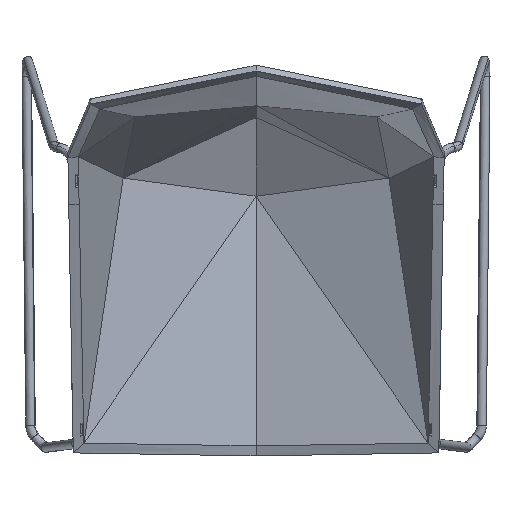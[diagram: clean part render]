
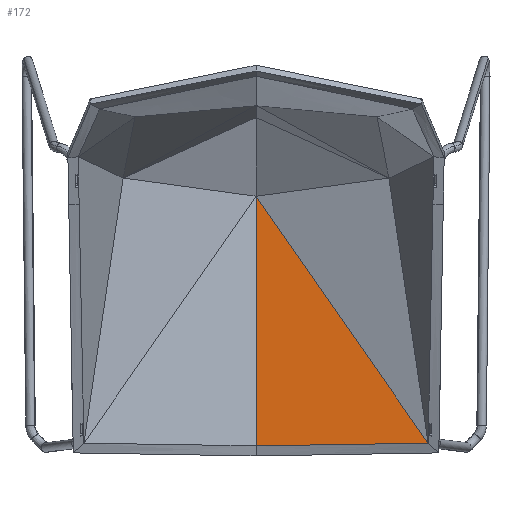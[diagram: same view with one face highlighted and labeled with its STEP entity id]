
A CAD part, top view. The second image highlights one B-rep face of the part: STEP entity #172.
In plain terms, the highlighted free-form (B-spline) face has degree [3, 3] with [4, 4] control points.
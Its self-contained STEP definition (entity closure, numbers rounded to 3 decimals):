
#172=ADVANCED_FACE('',(#438),#7844,.T.);
#438=FACE_OUTER_BOUND('',#704,.T.);
#704=EDGE_LOOP('',(#1293,#1294,#1295));
#1293=ORIENTED_EDGE('',*,*,#6964,.T.);
#1294=ORIENTED_EDGE('',*,*,#6965,.T.);
#1295=ORIENTED_EDGE('',*,*,#6966,.T.);
#2487=PCURVE('',#7844,#3681);
#2488=PCURVE('',#7844,#3682);
#2489=PCURVE('',#7844,#3683);
#2669=PCURVE('',#7884,#3863);
#2767=PCURVE('',#7906,#3961);
#2796=PCURVE('',#7912,#3990);
#3681=DEFINITIONAL_REPRESENTATION('',(#4947),#34151);
#3682=DEFINITIONAL_REPRESENTATION('',(#4949),#34151);
#3683=DEFINITIONAL_REPRESENTATION('',(#4951),#34151);
#3863=DEFINITIONAL_REPRESENTATION('',(#5262),#34151);
#3961=DEFINITIONAL_REPRESENTATION('',(#5407),#34151);
#3990=DEFINITIONAL_REPRESENTATION('',(#5447),#34151);
#4946=B_SPLINE_CURVE_WITH_KNOTS('',3,(#21979,#21980,#21981,#21982),
 .UNSPECIFIED.,.F.,.F.,(4,4),(-233.181,0.),.UNSPECIFIED.);
#4947=B_SPLINE_CURVE_WITH_KNOTS('',3,(#21983,#21984,#21985,#21986),
 .UNSPECIFIED.,.F.,.F.,(4,4),(-233.181,0.),.UNSPECIFIED.);
#4948=B_SPLINE_CURVE_WITH_KNOTS('',3,(#21987,#21988,#21989,#21990),
 .UNSPECIFIED.,.F.,.F.,(4,4),(-1.,0.),.UNSPECIFIED.);
#4949=B_SPLINE_CURVE_WITH_KNOTS('',3,(#21991,#21992,#21993,#21994),
 .UNSPECIFIED.,.F.,.F.,(4,4),(-1.,0.),.UNSPECIFIED.);
#4950=B_SPLINE_CURVE_WITH_KNOTS('',3,(#21995,#21996,#21997,#21998),
 .UNSPECIFIED.,.F.,.F.,(4,4),(0.,1.),.UNSPECIFIED.);
#4951=B_SPLINE_CURVE_WITH_KNOTS('',3,(#21999,#22000,#22001,#22002),
 .UNSPECIFIED.,.F.,.F.,(4,4),(0.,1.),.UNSPECIFIED.);
#5262=B_SPLINE_CURVE_WITH_KNOTS('',3,(#23084,#23085,#23086,#23087),
 .UNSPECIFIED.,.F.,.F.,(4,4),(0.,1.),.UNSPECIFIED.);
#5407=B_SPLINE_CURVE_WITH_KNOTS('',3,(#24346,#24347,#24348,#24349),
 .UNSPECIFIED.,.F.,.F.,(4,4),(-1.,0.),.UNSPECIFIED.);
#5447=B_SPLINE_CURVE_WITH_KNOTS('',1,(#24480,#24481),.UNSPECIFIED.,.F.,
 .F.,(2,2),(-233.181,0.),.UNSPECIFIED.);
#6349=SURFACE_CURVE('',#4946,(#2487,#2796),.PCURVE_S1.);
#6350=SURFACE_CURVE('',#4948,(#2488,#2767),.PCURVE_S1.);
#6351=SURFACE_CURVE('',#4950,(#2489,#2669),.PCURVE_S1.);
#6964=EDGE_CURVE('',#7627,#7628,#6349,.T.);
#6965=EDGE_CURVE('',#7628,#7629,#6350,.T.);
#6966=EDGE_CURVE('',#7629,#7627,#6351,.T.);
#7627=VERTEX_POINT('',#21827);
#7628=VERTEX_POINT('',#21828);
#7629=VERTEX_POINT('',#21829);
#7844=B_SPLINE_SURFACE_WITH_KNOTS('',3,3,((#17327,#17328,#17329,#17330),
(#17331,#17332,#17333,#17334),(#17335,#17336,#17337,#17338),(#17339,#17340,
#17341,#17342)),.UNSPECIFIED.,.F.,.F.,.F.,(4,4),(4,4),(0.,357.662),
(0.,321.432),.UNSPECIFIED.);
#7884=B_SPLINE_SURFACE_WITH_KNOTS('',3,3,((#19731,#19732,#19733,#19734),
(#19735,#19736,#19737,#19738),(#19739,#19740,#19741,#19742),(#19743,#19744,
#19745,#19746)),.UNSPECIFIED.,.F.,.F.,.F.,(4,4),(4,4),(0.,321.432),
(0.,357.662),.UNSPECIFIED.);
#7906=B_SPLINE_SURFACE_WITH_KNOTS('',1,1,((#21155,#21156),(#21157,#21158)),
 .UNSPECIFIED.,.F.,.F.,.F.,(2,2),(2,2),(-211.523,211.523),
(-101.124,101.124),.UNSPECIFIED.);
#7912=B_SPLINE_SURFACE_WITH_KNOTS('',3,3,((#21295,#21296,#21297,#21298),
(#21299,#21300,#21301,#21302),(#21303,#21304,#21305,#21306),(#21307,#21308,
#21309,#21310),(#21311,#21312,#21313,#21314),(#21315,#21316,#21317,#21318),
(#21319,#21320,#21321,#21322)),.UNSPECIFIED.,.F.,.F.,.F.,(4,1,1,1,4),(4,
4),(0.,4.562,9.125,13.687,18.25),
(0.,233.181),.UNSPECIFIED.);
#17327=CARTESIAN_POINT('',(-655.425,120.035,406.545));
#17328=CARTESIAN_POINT('',(-614.757,219.052,401.881));
#17329=CARTESIAN_POINT('',(-574.089,318.068,397.211));
#17330=CARTESIAN_POINT('',(-533.421,417.083,392.542));
#17331=CARTESIAN_POINT('',(-546.911,76.571,429.977));
#17332=CARTESIAN_POINT('',(-506.243,175.587,425.314));
#17333=CARTESIAN_POINT('',(-465.574,274.603,420.642));
#17334=CARTESIAN_POINT('',(-424.906,373.619,415.973));
#17335=CARTESIAN_POINT('',(-438.396,33.106,453.406));
#17336=CARTESIAN_POINT('',(-397.728,132.122,448.74));
#17337=CARTESIAN_POINT('',(-357.06,231.138,444.07));
#17338=CARTESIAN_POINT('',(-316.391,330.154,439.402));
#17339=CARTESIAN_POINT('',(-329.881,-10.359,476.837));
#17340=CARTESIAN_POINT('',(-289.213,88.657,472.171));
#17341=CARTESIAN_POINT('',(-248.545,187.673,467.502));
#17342=CARTESIAN_POINT('',(-207.877,286.689,462.835));
#19731=CARTESIAN_POINT('',(-392.913,120.035,406.545));
#19732=CARTESIAN_POINT('',(-501.427,76.571,429.977));
#19733=CARTESIAN_POINT('',(-609.942,33.106,453.406));
#19734=CARTESIAN_POINT('',(-718.456,-10.359,476.837));
#19735=CARTESIAN_POINT('',(-433.58,219.052,401.881));
#19736=CARTESIAN_POINT('',(-542.094,175.587,425.314));
#19737=CARTESIAN_POINT('',(-650.61,132.122,448.74));
#19738=CARTESIAN_POINT('',(-759.124,88.657,472.171));
#19739=CARTESIAN_POINT('',(-474.249,318.068,397.211));
#19740=CARTESIAN_POINT('',(-582.763,274.603,420.642));
#19741=CARTESIAN_POINT('',(-691.278,231.138,444.07));
#19742=CARTESIAN_POINT('',(-799.792,187.673,467.502));
#19743=CARTESIAN_POINT('',(-514.917,417.083,392.542));
#19744=CARTESIAN_POINT('',(-623.431,373.619,415.973));
#19745=CARTESIAN_POINT('',(-731.946,330.154,439.402));
#19746=CARTESIAN_POINT('',(-840.461,286.689,462.835));
#21155=CARTESIAN_POINT('',(-567.683,382.248,380.544));
#21156=CARTESIAN_POINT('',(-425.982,516.542,433.368));
#21157=CARTESIAN_POINT('',(-301.697,65.982,471.072));
#21158=CARTESIAN_POINT('',(-159.995,200.276,523.895));
#21295=CARTESIAN_POINT('',(-293.995,74.224,467.124));
#21296=CARTESIAN_POINT('',(-370.719,72.971,454.746));
#21297=CARTESIAN_POINT('',(-447.444,71.718,442.367));
#21298=CARTESIAN_POINT('',(-524.169,70.465,429.989));
#21299=CARTESIAN_POINT('',(-295.108,75.242,467.314));
#21300=CARTESIAN_POINT('',(-371.461,74.002,454.961));
#21301=CARTESIAN_POINT('',(-447.815,72.762,442.608));
#21302=CARTESIAN_POINT('',(-524.169,71.523,430.255));
#21303=CARTESIAN_POINT('',(-297.333,77.282,467.689));
#21304=CARTESIAN_POINT('',(-372.945,76.068,455.381));
#21305=CARTESIAN_POINT('',(-448.557,74.855,443.074));
#21306=CARTESIAN_POINT('',(-524.169,73.642,430.767));
#21307=CARTESIAN_POINT('',(-300.671,80.343,468.242));
#21308=CARTESIAN_POINT('',(-375.17,79.17,456.));
#21309=CARTESIAN_POINT('',(-449.669,77.998,443.758));
#21310=CARTESIAN_POINT('',(-524.169,76.826,431.517));
#21311=CARTESIAN_POINT('',(-304.008,83.404,468.795));
#21312=CARTESIAN_POINT('',(-377.395,82.27,456.627));
#21313=CARTESIAN_POINT('',(-450.782,81.137,444.459));
#21314=CARTESIAN_POINT('',(-524.169,80.004,432.291));
#21315=CARTESIAN_POINT('',(-306.234,85.443,469.17));
#21316=CARTESIAN_POINT('',(-378.879,84.337,457.043));
#21317=CARTESIAN_POINT('',(-451.524,83.232,444.917));
#21318=CARTESIAN_POINT('',(-524.169,82.127,432.79));
#21319=CARTESIAN_POINT('',(-307.347,86.461,469.36));
#21320=CARTESIAN_POINT('',(-379.621,85.369,457.258));
#21321=CARTESIAN_POINT('',(-451.895,84.277,445.155));
#21322=CARTESIAN_POINT('',(-524.169,83.185,433.053));
#21827=CARTESIAN_POINT('',(-524.169,83.185,433.053));
#21828=CARTESIAN_POINT('',(-307.347,86.462,469.359));
#21829=CARTESIAN_POINT('',(-524.169,397.654,396.374));
#21979=CARTESIAN_POINT('',(-524.169,83.185,433.053));
#21980=CARTESIAN_POINT('',(-451.895,84.277,445.155));
#21981=CARTESIAN_POINT('',(-379.621,85.369,457.257));
#21982=CARTESIAN_POINT('',(-307.347,86.462,469.359));
#21983=CARTESIAN_POINT('',(138.113,14.611));
#21984=CARTESIAN_POINT('',(205.877,42.526));
#21985=CARTESIAN_POINT('',(273.641,70.441));
#21986=CARTESIAN_POINT('',(341.405,98.356));
#21987=CARTESIAN_POINT('',(-307.347,86.462,469.359));
#21988=CARTESIAN_POINT('',(-379.621,190.193,445.031));
#21989=CARTESIAN_POINT('',(-451.895,293.923,420.702));
#21990=CARTESIAN_POINT('',(-524.169,397.654,396.374));
#21991=CARTESIAN_POINT('',(341.405,98.356));
#21992=CARTESIAN_POINT('',(233.022,167.844));
#21993=CARTESIAN_POINT('',(124.64,237.333));
#21994=CARTESIAN_POINT('',(16.257,306.822));
#21995=CARTESIAN_POINT('',(-524.169,397.654,396.374));
#21996=CARTESIAN_POINT('',(-524.169,292.831,408.602));
#21997=CARTESIAN_POINT('',(-524.169,188.008,420.83));
#21998=CARTESIAN_POINT('',(-524.169,83.185,433.053));
#21999=CARTESIAN_POINT('',(16.257,306.822));
#22000=CARTESIAN_POINT('',(56.876,209.418));
#22001=CARTESIAN_POINT('',(97.495,112.014));
#22002=CARTESIAN_POINT('',(138.113,14.611));
#23084=CARTESIAN_POINT('',(306.822,16.257));
#23085=CARTESIAN_POINT('',(209.418,56.876));
#23086=CARTESIAN_POINT('',(112.014,97.495));
#23087=CARTESIAN_POINT('',(14.611,138.113));
#24346=CARTESIAN_POINT('',(192.294,-91.931));
#24347=CARTESIAN_POINT('',(64.098,-80.045));
#24348=CARTESIAN_POINT('',(-64.098,-68.159));
#24349=CARTESIAN_POINT('',(-192.294,-56.273));
#24480=CARTESIAN_POINT('',(18.25,233.181));
#24481=CARTESIAN_POINT('',(18.25,0.));
#34151=(
GEOMETRIC_REPRESENTATION_CONTEXT(2)
PARAMETRIC_REPRESENTATION_CONTEXT()
REPRESENTATION_CONTEXT('pspace','')
);
